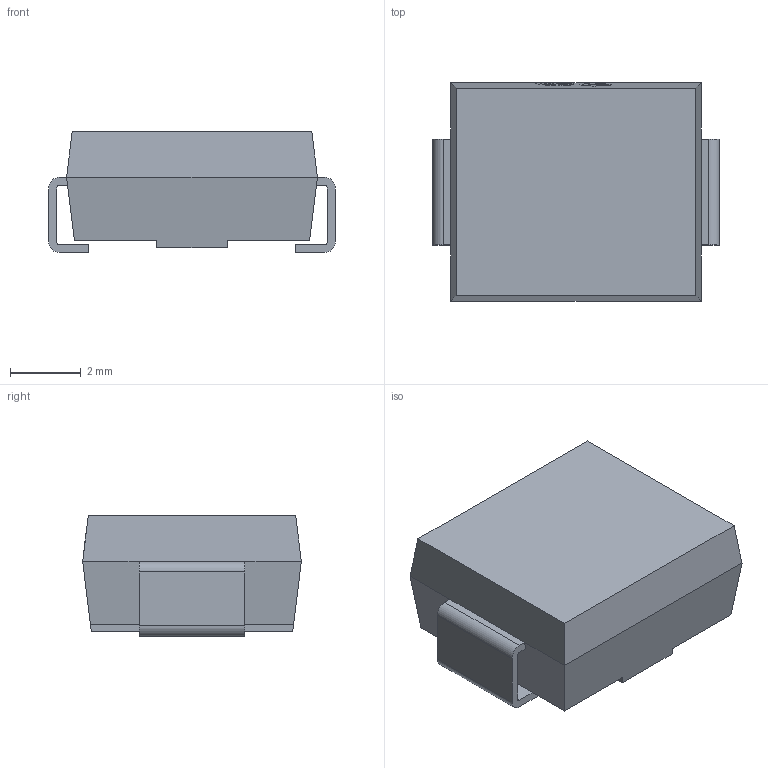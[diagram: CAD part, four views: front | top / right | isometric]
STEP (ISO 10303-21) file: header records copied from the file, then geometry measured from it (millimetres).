
FILE_DESCRIPTION (( 'STEP AP214' ), '1' );
FILE_NAME ('SMC_L7.1-W6.2-LS8.1-BI.step', '2022-07-05T10:57:26', ( '' ), ( '' ), 'SwSTEP 2.0', 'SolidWorks 2020', '' );
FILE_SCHEMA (( 'AUTOMOTIVE_DESIGN' ));
Length unit declared in the file: millimetre
Products named in the file (1): SMC_L7.1-W6.2-LS8.1-BI
Bounding box: 8.13 x 6.2 x 3.43 mm (x, y, z)
Volume: 135.4 mm3; surface area: 203 mm2
Topology: 1 solids, 1 shells, 264 faces, 721 edges, 478 vertices
Faces by surface type: plane 158, bspline 98, cylinder 8
Entity records: 11727 total; most frequent: CARTESIAN_POINT 2770, ORIENTED_EDGE 1442, DIRECTION 871, EDGE_CURVE 721, VECTOR 505, LINE 505, VERTEX_POINT 478, EDGE_LOOP 283
